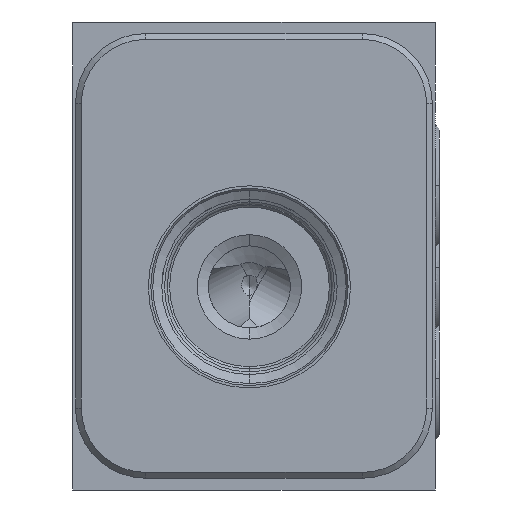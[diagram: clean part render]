
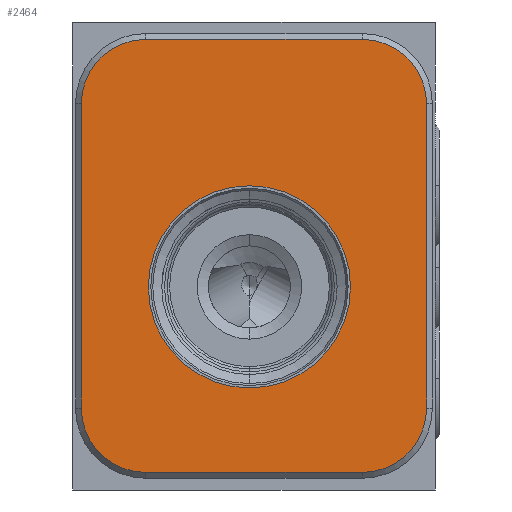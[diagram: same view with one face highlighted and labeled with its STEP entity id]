
A CAD part, left-side view. The second image highlights one B-rep face of the part: STEP entity #2464.
In plain terms, the highlighted planar face has unit normal (-1, 0, 0).
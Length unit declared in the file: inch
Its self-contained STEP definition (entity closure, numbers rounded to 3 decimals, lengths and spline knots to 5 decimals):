
#57=CARTESIAN_POINT('',(0.,-1.547,0.438));
#58=DIRECTION('',(1.,0.,0.));
#59=DIRECTION('',(0.,-1.,0.));
#60=AXIS2_PLACEMENT_3D('',#57,#58,#59);
#71=CARTESIAN_POINT('',(0.,-0.945,1.085));
#72=DIRECTION('',(1.,0.,0.));
#73=DIRECTION('',(0.,0.,-1.));
#74=AXIS2_PLACEMENT_3D('',#71,#72,#73);
#76=CARTESIAN_POINT('',(0.,-0.945,1.085));
#77=DIRECTION('',(1.,0.,0.));
#78=DIRECTION('',(0.,0.,1.));
#79=AXIS2_PLACEMENT_3D('',#76,#77,#78);
#1938=DIRECTION('',(0.,1.,0.));
#1939=VECTOR('',#1938,1.156);
#1940=CARTESIAN_POINT('',(0.,-1.547,0.094));
#1941=LINE('',#1940,#1939);
#1958=CARTESIAN_POINT('',(0.,-0.391,0.438));
#1959=DIRECTION('',(1.,0.,0.));
#1960=DIRECTION('',(0.,0.,-1.));
#1961=AXIS2_PLACEMENT_3D('',#1958,#1959,#1960);
#1976=DIRECTION('',(0.,0.,1.));
#1977=VECTOR('',#1976,1.625);
#1978=CARTESIAN_POINT('',(0.,-0.047,0.438));
#1979=LINE('',#1978,#1977);
#1992=CARTESIAN_POINT('',(0.,-0.391,2.063));
#1993=DIRECTION('',(1.,0.,0.));
#1994=DIRECTION('',(0.,1.,0.));
#1995=AXIS2_PLACEMENT_3D('',#1992,#1993,#1994);
#2006=DIRECTION('',(0.,-1.,0.));
#2007=VECTOR('',#2006,1.156);
#2008=CARTESIAN_POINT('',(0.,-0.391,2.407));
#2009=LINE('',#2008,#2007);
#2026=CARTESIAN_POINT('',(0.,-1.547,2.063));
#2027=DIRECTION('',(1.,0.,0.));
#2028=DIRECTION('',(0.,0.,1.));
#2029=AXIS2_PLACEMENT_3D('',#2026,#2027,#2028);
#2040=DIRECTION('',(0.,0.,-1.));
#2041=VECTOR('',#2040,1.625);
#2042=CARTESIAN_POINT('',(0.,-1.891,2.063));
#2043=LINE('',#2042,#2041);
#2249=CARTESIAN_POINT('',(0.,-0.945,0.545));
#2250=CARTESIAN_POINT('',(0.,-0.945,1.625));
#2251=VERTEX_POINT('',#2249);
#2252=VERTEX_POINT('',#2250);
#2325=CARTESIAN_POINT('',(0.,-0.047,0.438));
#2326=CARTESIAN_POINT('',(0.,-0.047,2.063));
#2327=VERTEX_POINT('',#2325);
#2328=VERTEX_POINT('',#2326);
#2333=CARTESIAN_POINT('',(0.,-0.391,2.407));
#2334=VERTEX_POINT('',#2333);
#2337=CARTESIAN_POINT('',(0.,-1.547,2.407));
#2338=VERTEX_POINT('',#2337);
#2341=CARTESIAN_POINT('',(0.,-1.891,2.063));
#2342=VERTEX_POINT('',#2341);
#2345=CARTESIAN_POINT('',(0.,-1.891,0.438));
#2346=VERTEX_POINT('',#2345);
#2349=CARTESIAN_POINT('',(0.,-1.547,0.094));
#2350=VERTEX_POINT('',#2349);
#2353=CARTESIAN_POINT('',(0.,-0.391,0.094));
#2354=VERTEX_POINT('',#2353);
#2436=CARTESIAN_POINT('',(0.,0.,0.));
#2437=DIRECTION('',(-1.,0.,0.));
#2438=DIRECTION('',(0.,-1.,0.));
#2439=AXIS2_PLACEMENT_3D('',#2436,#2437,#2438);
#2440=PLANE('',#2439);
#2441=ORIENTED_EDGE('',*,*,#2426,.T.);
#2443=ORIENTED_EDGE('',*,*,#2442,.T.);
#2445=ORIENTED_EDGE('',*,*,#2444,.T.);
#2447=ORIENTED_EDGE('',*,*,#2446,.T.);
#2449=ORIENTED_EDGE('',*,*,#2448,.T.);
#2451=ORIENTED_EDGE('',*,*,#2450,.T.);
#2453=ORIENTED_EDGE('',*,*,#2452,.T.);
#2455=ORIENTED_EDGE('',*,*,#2454,.T.);
#2456=EDGE_LOOP('',(#2441,#2443,#2445,#2447,#2449,#2451,#2453,#2455));
#2457=FACE_OUTER_BOUND('',#2456,.F.);
#2459=ORIENTED_EDGE('',*,*,#2458,.F.);
#2461=ORIENTED_EDGE('',*,*,#2460,.F.);
#2462=EDGE_LOOP('',(#2459,#2461));
#2463=FACE_BOUND('',#2462,.F.);
#2464=ADVANCED_FACE('',(#2457,#2463),#2440,.T.);
#61=CIRCLE('',#60,0.344);
#75=CIRCLE('',#74,0.54);
#80=CIRCLE('',#79,0.54);
#1962=CIRCLE('',#1961,0.344);
#1996=CIRCLE('',#1995,0.344);
#2030=CIRCLE('',#2029,0.344);
#2426=EDGE_CURVE('',#2346,#2350,#61,.T.);
#2442=EDGE_CURVE('',#2350,#2354,#1941,.T.);
#2444=EDGE_CURVE('',#2354,#2327,#1962,.T.);
#2446=EDGE_CURVE('',#2327,#2328,#1979,.T.);
#2448=EDGE_CURVE('',#2328,#2334,#1996,.T.);
#2450=EDGE_CURVE('',#2334,#2338,#2009,.T.);
#2452=EDGE_CURVE('',#2338,#2342,#2030,.T.);
#2454=EDGE_CURVE('',#2342,#2346,#2043,.T.);
#2458=EDGE_CURVE('',#2251,#2252,#75,.T.);
#2460=EDGE_CURVE('',#2252,#2251,#80,.T.);
